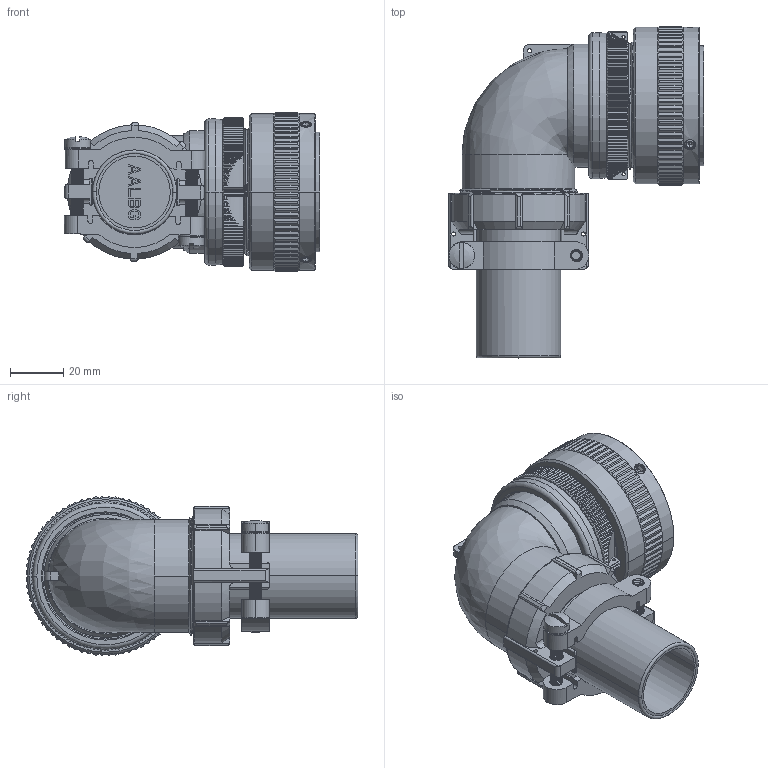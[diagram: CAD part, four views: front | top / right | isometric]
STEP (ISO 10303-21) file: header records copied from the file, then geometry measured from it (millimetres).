
FILE_DESCRIPTION((''),'2;1');
FILE_NAME('VG95234E-32_SW0001','2023-03-23T13:21:06',('paultorloting'),('NET AG system integration'),'CREO PARAMETRIC BY PTC INC, 2021404','CREO PARAMETRIC BY PTC INC, 2021404','');
FILE_SCHEMA(('AUTOMOTIVE_DESIGN { 1 0 10303 214 1 1 1 1 }'));
Length unit declared in the file: millimetre
Products named in the file (1): VG95234E-32_SW0001
Bounding box: 95.64 x 124.21 x 59.58 mm (x, y, z)
Volume: 179184.8 mm3; surface area: 54106.3 mm2
Topology: 1 solids, 1 shells, 1653 faces, 4758 edges, 3129 vertices
Faces by surface type: plane 818, cylinder 536, cone 195, bspline 74, torus 26, sphere 4
Entity records: 114850 total; most frequent: CARTESIAN_POINT 63996, ORIENTED_EDGE 9504, DIRECTION 7327, EDGE_CURVE 4752, VERTEX_POINT 3129, AXIS2_PLACEMENT_3D 2556, VECTOR 2212, LINE 2212
